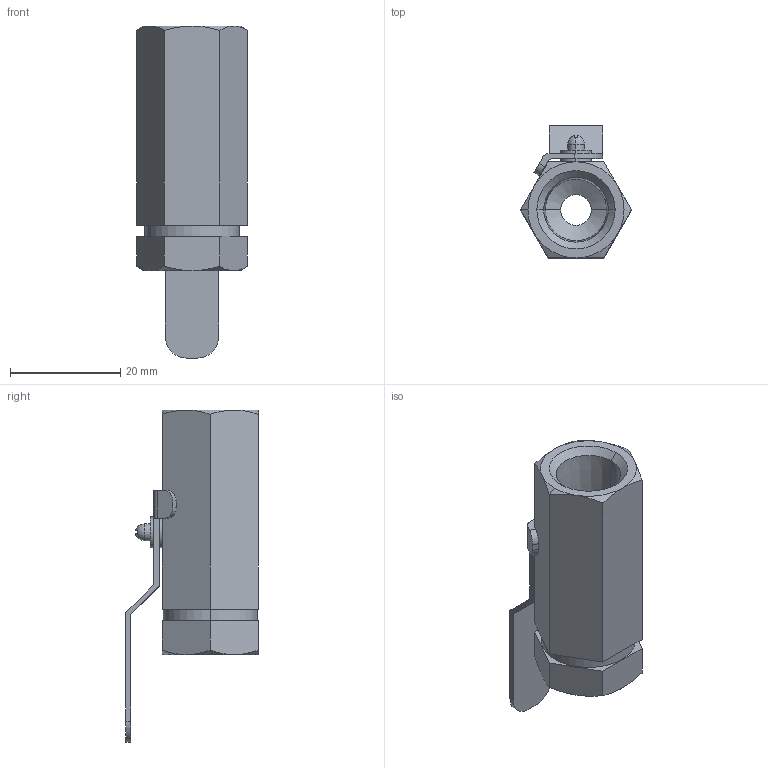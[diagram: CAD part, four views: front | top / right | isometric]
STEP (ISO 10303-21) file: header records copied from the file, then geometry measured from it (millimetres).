
FILE_DESCRIPTION (( 'STEP AP214' ), '1' );
FILE_NAME ('MicroValve_FemalePipe.step', '2018-12-19T16:08:44', ( '' ), ( '' ), 'SwSTEP 2.0', 'SolidWorks 2018', '' );
FILE_SCHEMA (( 'AUTOMOTIVE_DESIGN' ));
Length unit declared in the file: inch
Products named in the file (1): MicroValve_FemalePipe
Bounding box: 20.16 x 24.07 x 60.33 mm (x, y, z)
Volume: 8632.3 mm3; surface area: 5452.3 mm2
Topology: 1 solids, 1 shells, 118 faces, 293 edges, 185 vertices
Faces by surface type: plane 56, cylinder 34, cone 26, torus 2
Entity records: 3624 total; most frequent: CARTESIAN_POINT 775, DIRECTION 587, ORIENTED_EDGE 586, EDGE_CURVE 293, AXIS2_PLACEMENT_3D 213, VERTEX_POINT 185, LINE 161, VECTOR 161
